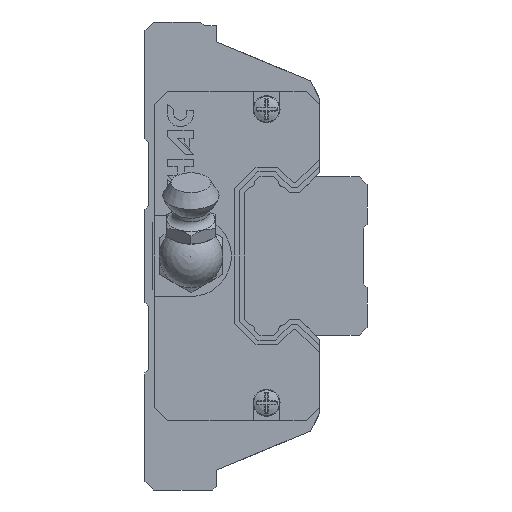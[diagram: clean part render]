
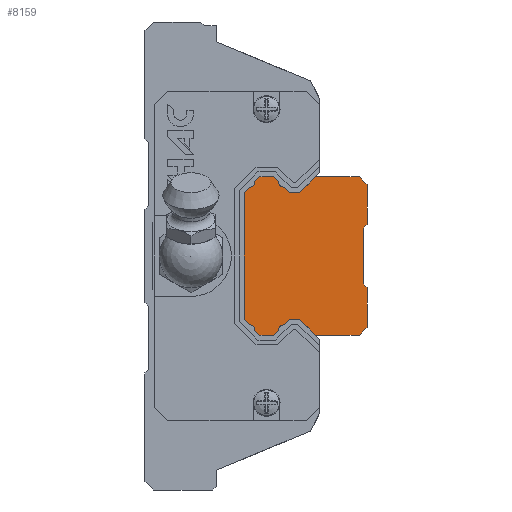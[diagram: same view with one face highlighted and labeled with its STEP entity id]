
A CAD part, left-side view. The second image highlights one B-rep face of the part: STEP entity #8159.
In plain terms, the highlighted planar face has unit normal (-1, 0, 0).
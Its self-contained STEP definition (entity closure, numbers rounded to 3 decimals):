
#140=CIRCLE('',#8669,0.654);
#144=CIRCLE('',#8689,0.654);
#146=CIRCLE('',#8695,0.654);
#156=CIRCLE('',#8709,0.654);
#547=ORIENTED_EDGE('',*,*,#2736,.F.);
#548=ORIENTED_EDGE('',*,*,#2865,.T.);
#549=ORIENTED_EDGE('',*,*,#2862,.F.);
#550=ORIENTED_EDGE('',*,*,#2816,.F.);
#551=ORIENTED_EDGE('',*,*,#2811,.F.);
#552=ORIENTED_EDGE('',*,*,#2808,.T.);
#553=ORIENTED_EDGE('',*,*,#2805,.F.);
#554=ORIENTED_EDGE('',*,*,#2802,.F.);
#555=ORIENTED_EDGE('',*,*,#2799,.F.);
#556=ORIENTED_EDGE('',*,*,#2796,.T.);
#557=ORIENTED_EDGE('',*,*,#2793,.F.);
#558=ORIENTED_EDGE('',*,*,#2790,.F.);
#559=ORIENTED_EDGE('',*,*,#2787,.F.);
#560=ORIENTED_EDGE('',*,*,#2784,.F.);
#561=ORIENTED_EDGE('',*,*,#2781,.F.);
#562=ORIENTED_EDGE('',*,*,#2778,.F.);
#563=ORIENTED_EDGE('',*,*,#2775,.F.);
#564=ORIENTED_EDGE('',*,*,#2772,.F.);
#565=ORIENTED_EDGE('',*,*,#2767,.F.);
#566=ORIENTED_EDGE('',*,*,#2764,.F.);
#567=ORIENTED_EDGE('',*,*,#2761,.F.);
#568=ORIENTED_EDGE('',*,*,#2758,.F.);
#569=ORIENTED_EDGE('',*,*,#2755,.F.);
#570=ORIENTED_EDGE('',*,*,#2752,.F.);
#571=ORIENTED_EDGE('',*,*,#2749,.F.);
#572=ORIENTED_EDGE('',*,*,#2746,.T.);
#573=ORIENTED_EDGE('',*,*,#2743,.F.);
#574=ORIENTED_EDGE('',*,*,#2740,.F.);
#2736=EDGE_CURVE('',#3924,#3925,#4727,.T.);
#2740=EDGE_CURVE('',#3925,#3928,#4731,.T.);
#2743=EDGE_CURVE('',#3928,#3930,#4734,.T.);
#2746=EDGE_CURVE('',#3932,#3930,#140,.T.);
#2749=EDGE_CURVE('',#3932,#3934,#4738,.T.);
#2752=EDGE_CURVE('',#3934,#3936,#4741,.T.);
#2755=EDGE_CURVE('',#3936,#3938,#4744,.T.);
#2758=EDGE_CURVE('',#3938,#3940,#4747,.T.);
#2761=EDGE_CURVE('',#3940,#3942,#4750,.T.);
#2764=EDGE_CURVE('',#3942,#3944,#4753,.T.);
#2767=EDGE_CURVE('',#3944,#3946,#4756,.T.);
#2772=EDGE_CURVE('',#3946,#3950,#4759,.T.);
#2775=EDGE_CURVE('',#3950,#3952,#4762,.T.);
#2778=EDGE_CURVE('',#3952,#3954,#4765,.T.);
#2781=EDGE_CURVE('',#3954,#3956,#4768,.T.);
#2784=EDGE_CURVE('',#3956,#3958,#4771,.T.);
#2787=EDGE_CURVE('',#3958,#3960,#4774,.T.);
#2790=EDGE_CURVE('',#3960,#3962,#4777,.T.);
#2793=EDGE_CURVE('',#3962,#3964,#4780,.T.);
#2796=EDGE_CURVE('',#3966,#3964,#144,.T.);
#2799=EDGE_CURVE('',#3966,#3968,#4784,.T.);
#2802=EDGE_CURVE('',#3968,#3970,#4787,.T.);
#2805=EDGE_CURVE('',#3970,#3972,#4790,.T.);
#2808=EDGE_CURVE('',#3974,#3972,#146,.T.);
#2811=EDGE_CURVE('',#3974,#3976,#4794,.T.);
#2816=EDGE_CURVE('',#3976,#3980,#4797,.T.);
#2862=EDGE_CURVE('',#3980,#4025,#4837,.T.);
#2865=EDGE_CURVE('',#3924,#4025,#156,.T.);
#3924=VERTEX_POINT('',#11552);
#3925=VERTEX_POINT('',#11553);
#3928=VERTEX_POINT('',#11561);
#3930=VERTEX_POINT('',#11567);
#3932=VERTEX_POINT('',#11573);
#3934=VERTEX_POINT('',#11579);
#3936=VERTEX_POINT('',#11585);
#3938=VERTEX_POINT('',#11591);
#3940=VERTEX_POINT('',#11597);
#3942=VERTEX_POINT('',#11603);
#3944=VERTEX_POINT('',#11609);
#3946=VERTEX_POINT('',#11615);
#3950=VERTEX_POINT('',#11625);
#3952=VERTEX_POINT('',#11631);
#3954=VERTEX_POINT('',#11637);
#3956=VERTEX_POINT('',#11643);
#3958=VERTEX_POINT('',#11649);
#3960=VERTEX_POINT('',#11655);
#3962=VERTEX_POINT('',#11661);
#3964=VERTEX_POINT('',#11667);
#3966=VERTEX_POINT('',#11673);
#3968=VERTEX_POINT('',#11679);
#3970=VERTEX_POINT('',#11685);
#3972=VERTEX_POINT('',#11691);
#3974=VERTEX_POINT('',#11697);
#3976=VERTEX_POINT('',#11703);
#3980=VERTEX_POINT('',#11713);
#4025=VERTEX_POINT('',#11805);
#4727=LINE('',#11551,#5722);
#4731=LINE('',#11560,#5726);
#4734=LINE('',#11566,#5729);
#4738=LINE('',#11578,#5733);
#4741=LINE('',#11584,#5736);
#4744=LINE('',#11590,#5739);
#4747=LINE('',#11596,#5742);
#4750=LINE('',#11602,#5745);
#4753=LINE('',#11608,#5748);
#4756=LINE('',#11614,#5751);
#4759=LINE('',#11624,#5754);
#4762=LINE('',#11630,#5757);
#4765=LINE('',#11636,#5760);
#4768=LINE('',#11642,#5763);
#4771=LINE('',#11648,#5766);
#4774=LINE('',#11654,#5769);
#4777=LINE('',#11660,#5772);
#4780=LINE('',#11666,#5775);
#4784=LINE('',#11678,#5779);
#4787=LINE('',#11684,#5782);
#4790=LINE('',#11690,#5785);
#4794=LINE('',#11702,#5789);
#4797=LINE('',#11712,#5792);
#4837=LINE('',#11804,#5832);
#5722=VECTOR('',#9298,1000.);
#5726=VECTOR('',#9304,1000.);
#5729=VECTOR('',#9309,1000.);
#5733=VECTOR('',#9321,1000.);
#5736=VECTOR('',#9326,1000.);
#5739=VECTOR('',#9331,1000.);
#5742=VECTOR('',#9336,1000.);
#5745=VECTOR('',#9341,1000.);
#5748=VECTOR('',#9346,1000.);
#5751=VECTOR('',#9351,1000.);
#5754=VECTOR('',#9360,1000.);
#5757=VECTOR('',#9365,1000.);
#5760=VECTOR('',#9370,1000.);
#5763=VECTOR('',#9375,1000.);
#5766=VECTOR('',#9380,1000.);
#5769=VECTOR('',#9385,1000.);
#5772=VECTOR('',#9390,1000.);
#5775=VECTOR('',#9395,1000.);
#5779=VECTOR('',#9407,1000.);
#5782=VECTOR('',#9412,1000.);
#5785=VECTOR('',#9417,1000.);
#5789=VECTOR('',#9429,1000.);
#5792=VECTOR('',#9438,1000.);
#5832=VECTOR('',#9492,1000.);
#6754=EDGE_LOOP('',(#547,#548,#549,#550,#551,#552,#553,#554,#555,#556,#557,
#558,#559,#560,#561,#562,#563,#564,#565,#566,#567,#568,#569,#570,#571,#572,
#573,#574));
#7277=FACE_BOUND('',#6754,.T.);
#7788=PLANE('',#8712);
#8159=ADVANCED_FACE('',(#7277),#7788,.F.);
#8669=AXIS2_PLACEMENT_3D('',#11572,#9314,#9315);
#8689=AXIS2_PLACEMENT_3D('',#11672,#9400,#9401);
#8695=AXIS2_PLACEMENT_3D('',#11696,#9422,#9423);
#8709=AXIS2_PLACEMENT_3D('',#11810,#9497,#9498);
#8712=AXIS2_PLACEMENT_3D('',#11813,#9503,#9504);
#9298=DIRECTION('',(0.,-0.707,0.707));
#9304=DIRECTION('',(0.,-1.,0.));
#9309=DIRECTION('',(0.,-0.707,-0.707));
#9314=DIRECTION('',(1.,0.,0.));
#9315=DIRECTION('',(0.,0.,-1.));
#9321=DIRECTION('',(0.,-0.707,-0.707));
#9326=DIRECTION('',(0.,-1.,0.));
#9331=DIRECTION('',(0.,-0.707,0.707));
#9336=DIRECTION('',(0.,-1.,0.));
#9341=DIRECTION('',(0.,-0.707,-0.707));
#9346=DIRECTION('',(0.,0.,-1.));
#9351=DIRECTION('',(0.,0.707,-0.707));
#9360=DIRECTION('',(0.,0.,-1.));
#9365=DIRECTION('',(0.,-0.707,-0.707));
#9370=DIRECTION('',(0.,0.,-1.));
#9375=DIRECTION('',(0.,0.707,-0.707));
#9380=DIRECTION('',(0.,1.,0.));
#9385=DIRECTION('',(0.,0.707,0.707));
#9390=DIRECTION('',(0.,1.,0.));
#9395=DIRECTION('',(0.,0.707,-0.707));
#9400=DIRECTION('',(1.,0.,0.));
#9401=DIRECTION('',(0.,0.,-1.));
#9407=DIRECTION('',(0.,0.707,-0.707));
#9412=DIRECTION('',(0.,1.,0.));
#9417=DIRECTION('',(0.,0.707,0.707));
#9422=DIRECTION('',(1.,0.,0.));
#9423=DIRECTION('',(0.,0.,-1.));
#9429=DIRECTION('',(0.,0.707,0.707));
#9438=DIRECTION('',(0.,0.,1.));
#9492=DIRECTION('',(0.,-0.707,0.707));
#9497=DIRECTION('',(1.,0.,0.));
#9498=DIRECTION('',(0.,0.,-1.));
#9503=DIRECTION('',(1.,0.,0.));
#9504=DIRECTION('',(0.,0.,-1.));
#11551=CARTESIAN_POINT('',(-50.,14.17,9.335));
#11552=CARTESIAN_POINT('',(-50.,14.17,9.335));
#11553=CARTESIAN_POINT('',(-50.,13.505,10.));
#11560=CARTESIAN_POINT('',(-50.,13.505,10.));
#11561=CARTESIAN_POINT('',(-50.,11.795,10.));
#11566=CARTESIAN_POINT('',(-50.,11.795,10.));
#11567=CARTESIAN_POINT('',(-50.,11.13,9.335));
#11572=CARTESIAN_POINT('',(-50.,10.476,9.324));
#11573=CARTESIAN_POINT('',(-50.,10.465,8.67));
#11578=CARTESIAN_POINT('',(-50.,10.465,8.67));
#11579=CARTESIAN_POINT('',(-50.,9.8,8.005));
#11584=CARTESIAN_POINT('',(-50.,9.8,8.005));
#11585=CARTESIAN_POINT('',(-50.,8.495,8.005));
#11590=CARTESIAN_POINT('',(-50.,8.495,8.005));
#11591=CARTESIAN_POINT('',(-50.,6.5,10.));
#11596=CARTESIAN_POINT('',(-50.,6.5,10.));
#11597=CARTESIAN_POINT('',(-50.,1.,10.));
#11602=CARTESIAN_POINT('',(-50.,1.,10.));
#11603=CARTESIAN_POINT('',(-50.,0.,9.));
#11608=CARTESIAN_POINT('',(-50.,0.,9.));
#11609=CARTESIAN_POINT('',(-50.,0.,4.));
#11614=CARTESIAN_POINT('',(-50.,0.,4.));
#11615=CARTESIAN_POINT('',(-50.,0.5,3.5));
#11624=CARTESIAN_POINT('',(-50.,0.5,3.5));
#11625=CARTESIAN_POINT('',(-50.,0.5,-3.5));
#11630=CARTESIAN_POINT('',(-50.,0.5,-3.5));
#11631=CARTESIAN_POINT('',(-50.,0.,-4.));
#11636=CARTESIAN_POINT('',(-50.,0.,-4.));
#11637=CARTESIAN_POINT('',(-50.,0.,-9.));
#11642=CARTESIAN_POINT('',(-50.,0.,-9.));
#11643=CARTESIAN_POINT('',(-50.,1.,-10.));
#11648=CARTESIAN_POINT('',(-50.,1.,-10.));
#11649=CARTESIAN_POINT('',(-50.,6.5,-10.));
#11654=CARTESIAN_POINT('',(-50.,6.5,-10.));
#11655=CARTESIAN_POINT('',(-50.,8.495,-8.005));
#11660=CARTESIAN_POINT('',(-50.,8.495,-8.005));
#11661=CARTESIAN_POINT('',(-50.,9.8,-8.005));
#11666=CARTESIAN_POINT('',(-50.,9.8,-8.005));
#11667=CARTESIAN_POINT('',(-50.,10.465,-8.67));
#11672=CARTESIAN_POINT('',(-50.,10.476,-9.324));
#11673=CARTESIAN_POINT('',(-50.,11.13,-9.335));
#11678=CARTESIAN_POINT('',(-50.,11.13,-9.335));
#11679=CARTESIAN_POINT('',(-50.,11.795,-10.));
#11684=CARTESIAN_POINT('',(-50.,11.795,-10.));
#11685=CARTESIAN_POINT('',(-50.,13.505,-10.));
#11690=CARTESIAN_POINT('',(-50.,13.505,-10.));
#11691=CARTESIAN_POINT('',(-50.,14.17,-9.335));
#11696=CARTESIAN_POINT('',(-50.,14.824,-9.324));
#11697=CARTESIAN_POINT('',(-50.,14.835,-8.67));
#11702=CARTESIAN_POINT('',(-50.,14.835,-8.67));
#11703=CARTESIAN_POINT('',(-50.,15.5,-8.005));
#11712=CARTESIAN_POINT('',(-50.,15.5,-8.005));
#11713=CARTESIAN_POINT('',(-50.,15.5,8.005));
#11804=CARTESIAN_POINT('',(-50.,15.5,8.005));
#11805=CARTESIAN_POINT('',(-50.,14.835,8.67));
#11810=CARTESIAN_POINT('',(-50.,14.824,9.324));
#11813=CARTESIAN_POINT('',(-50.,10.476,9.324));
